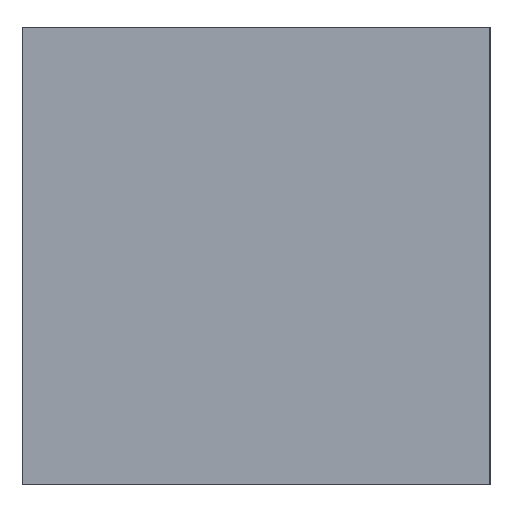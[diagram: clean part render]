
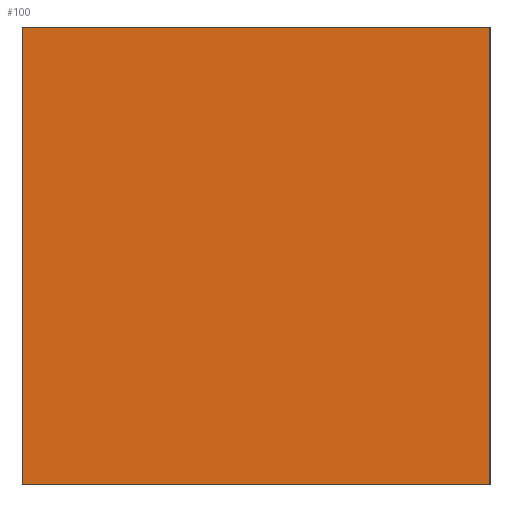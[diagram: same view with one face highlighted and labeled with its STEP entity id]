
A CAD part, left-side view. The second image highlights one B-rep face of the part: STEP entity #100.
In plain terms, the highlighted planar face has unit normal (-1, 0, 0).
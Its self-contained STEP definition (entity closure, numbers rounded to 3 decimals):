
#8 = CARTESIAN_POINT ( 'NONE',  ( 0., -8.2, 8. ) ) ;
#29 = FACE_OUTER_BOUND ( 'NONE', #50, .T. ) ;
#30 = ORIENTED_EDGE ( 'NONE', *, *, #249, .F. ) ;
#41 = VECTOR ( 'NONE', #175, 1000. ) ;
#43 = DIRECTION ( 'NONE',  ( 0., 0., -1. ) ) ;
#49 = VERTEX_POINT ( 'NONE', #8 ) ;
#50 = EDGE_LOOP ( 'NONE', ( #141, #30, #128, #77 ) ) ;
#54 = VERTEX_POINT ( 'NONE', #317 ) ;
#56 = CARTESIAN_POINT ( 'NONE',  ( 0., 0., 8. ) ) ;
#58 = AXIS2_PLACEMENT_3D ( 'NONE', #56, #350, #282 ) ;
#66 = EDGE_CURVE ( 'NONE', #292, #164, #332, .T. ) ;
#76 = VECTOR ( 'NONE', #120, 1000. ) ;
#77 = ORIENTED_EDGE ( 'NONE', *, *, #270, .T. ) ;
#93 = CARTESIAN_POINT ( 'NONE',  ( 0., -8.2, 8. ) ) ;
#100 = ADVANCED_FACE ( 'NONE', ( #29 ), #228, .F. ) ;
#120 = DIRECTION ( 'NONE',  ( 0., -1., 0. ) ) ;
#128 = ORIENTED_EDGE ( 'NONE', *, *, #215, .F. ) ;
#130 = VECTOR ( 'NONE', #158, 1000. ) ;
#137 = LINE ( 'NONE', #294, #130 ) ;
#141 = ORIENTED_EDGE ( 'NONE', *, *, #66, .T. ) ;
#148 = CARTESIAN_POINT ( 'NONE',  ( 0., 0., 8. ) ) ;
#158 = DIRECTION ( 'NONE',  ( 0., 0., -1. ) ) ;
#164 = VERTEX_POINT ( 'NONE', #286 ) ;
#175 = DIRECTION ( 'NONE',  ( 0., -1., 0. ) ) ;
#215 = EDGE_CURVE ( 'NONE', #54, #49, #230, .T. ) ;
#228 = PLANE ( 'NONE',  #58 ) ;
#230 = LINE ( 'NONE', #148, #76 ) ;
#243 = CARTESIAN_POINT ( 'NONE',  ( 0., 0., 0. ) ) ;
#249 = EDGE_CURVE ( 'NONE', #49, #164, #278, .T. ) ;
#270 = EDGE_CURVE ( 'NONE', #54, #292, #137, .T. ) ;
#278 = LINE ( 'NONE', #93, #285 ) ;
#282 = DIRECTION ( 'NONE',  ( 0., 0., -1. ) ) ;
#285 = VECTOR ( 'NONE', #43, 1000. ) ;
#286 = CARTESIAN_POINT ( 'NONE',  ( 0., -8.2, 0. ) ) ;
#292 = VERTEX_POINT ( 'NONE', #243 ) ;
#294 = CARTESIAN_POINT ( 'NONE',  ( 0., 0., 8. ) ) ;
#317 = CARTESIAN_POINT ( 'NONE',  ( 0., 0., 8. ) ) ;
#332 = LINE ( 'NONE', #348, #41 ) ;
#348 = CARTESIAN_POINT ( 'NONE',  ( 0., 0., 0. ) ) ;
#350 = DIRECTION ( 'NONE',  ( 1., 0., 0. ) ) ;
